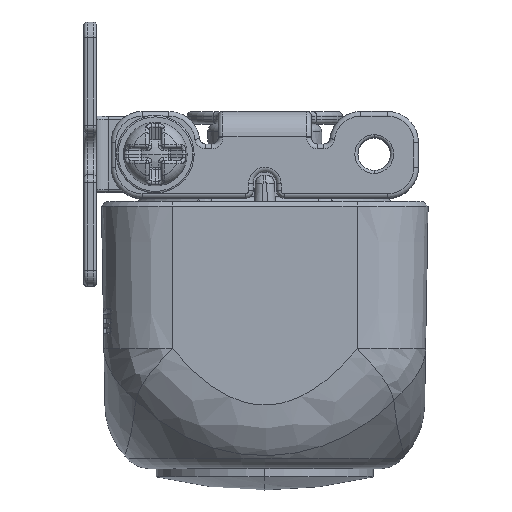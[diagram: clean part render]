
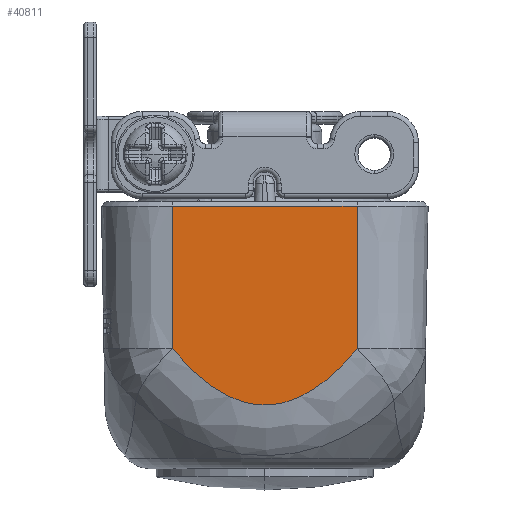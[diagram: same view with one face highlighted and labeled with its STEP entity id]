
A CAD part, top view. The second image highlights one B-rep face of the part: STEP entity #40811.
In plain terms, the highlighted face is planar.
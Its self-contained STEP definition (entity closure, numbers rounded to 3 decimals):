
#33736=CARTESIAN_POINT('',(4.781,5.943,
-10.36));
#33737=CARTESIAN_POINT('',(5.051,5.727,
-10.355));
#33738=CARTESIAN_POINT('',(5.595,5.26,
-10.346));
#33739=CARTESIAN_POINT('',(6.388,4.467,
-10.332));
#33740=CARTESIAN_POINT('',(7.195,3.484,
-10.318));
#33741=CARTESIAN_POINT('',(7.896,2.328,
-10.306));
#33742=CARTESIAN_POINT('',(8.348,1.082,
-10.298));
#33743=CARTESIAN_POINT('',(8.471,-0.188,
-10.296));
#33744=CARTESIAN_POINT('',(8.246,-1.453,
-10.299));
#33745=CARTESIAN_POINT('',(7.73,-2.635,
-10.308));
#33746=CARTESIAN_POINT('',(7.061,-3.653,
-10.32));
#33747=CARTESIAN_POINT('',(6.359,-4.493,
-10.332));
#33748=CARTESIAN_POINT('',(5.622,-5.235,
-10.345));
#33749=CARTESIAN_POINT('',(5.069,-5.712,
-10.355));
#33750=CARTESIAN_POINT('',(4.781,-5.943,
-10.36));
#33752=DIRECTION('',(1.,0.,0.017));
#33753=VECTOR('',#33752,9.182);
#33754=CARTESIAN_POINT('',(-4.4,5.943,
-10.52));
#33755=LINE('',#33754,#33753);
#33756=DIRECTION('',(0.,1.,0.));
#33757=VECTOR('',#33756,11.887);
#33758=CARTESIAN_POINT('',(-4.4,-5.943,
-10.52));
#33759=LINE('',#33758,#33757);
#33773=DIRECTION('',(1.,0.,0.017));
#33774=VECTOR('',#33773,9.182);
#33775=CARTESIAN_POINT('',(-4.4,-5.943,
-10.52));
#33776=LINE('',#33775,#33774);
#34660=CARTESIAN_POINT('',(-4.4,5.943,
-10.52));
#34662=VERTEX_POINT('',#34660);
#34668=CARTESIAN_POINT('',(-4.4,-5.943,
-10.52));
#34669=VERTEX_POINT('',#34668);
#34696=VERTEX_POINT('',#33736);
#34697=VERTEX_POINT('',#33750);
#40798=CARTESIAN_POINT('',(0.,-5.943,-10.443));
#40799=DIRECTION('',(0.017,0.,-1.));
#40800=DIRECTION('',(0.,1.,0.));
#40801=AXIS2_PLACEMENT_3D('',#40798,#40799,#40800);
#40802=PLANE('',#40801);
#40803=ORIENTED_EDGE('',*,*,#40788,.F.);
#40804=ORIENTED_EDGE('',*,*,#36298,.F.);
#40806=ORIENTED_EDGE('',*,*,#40805,.F.);
#40808=ORIENTED_EDGE('',*,*,#40807,.T.);
#40809=EDGE_LOOP('',(#40803,#40804,#40806,#40808));
#40810=FACE_OUTER_BOUND('',#40809,.F.);
#40811=ADVANCED_FACE('',(#40810),#40802,.T.);
#33751=B_SPLINE_CURVE_WITH_KNOTS('',3,(#33736,#33737,#33738,#33739,#33740,
#33741,#33742,#33743,#33744,#33745,#33746,#33747,#33748,#33749,#33750),
.UNSPECIFIED.,.F.,.F.,(4,1,1,1,1,1,1,1,1,1,1,1,4),(0.,0.083,
0.167,0.25,0.333,0.417,0.5,
0.583,0.667,0.75,0.833,0.917,
1.),.UNSPECIFIED.);
#36298=EDGE_CURVE('',#34662,#34696,#33755,.T.);
#40788=EDGE_CURVE('',#34696,#34697,#33751,.T.);
#40805=EDGE_CURVE('',#34669,#34662,#33759,.T.);
#40807=EDGE_CURVE('',#34669,#34697,#33776,.T.);
